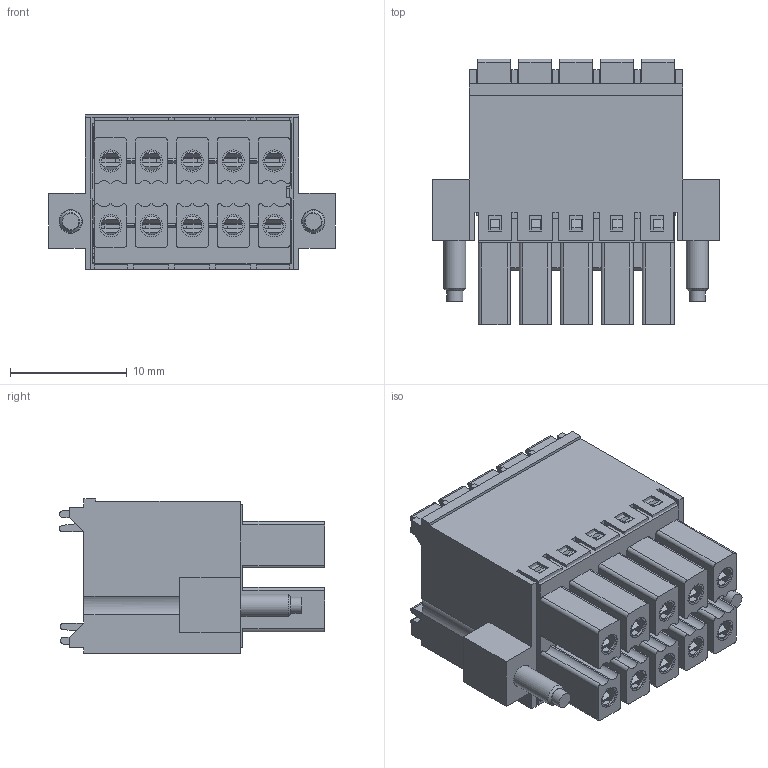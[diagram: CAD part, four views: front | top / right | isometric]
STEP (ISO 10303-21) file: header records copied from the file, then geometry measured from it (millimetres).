
FILE_DESCRIPTION(/* description */ ('Unknown'),/* implementation_level */ '2;1');
FILE_NAME(/* name */ '69137913010',/* time_stamp */ '2024-12-02T14:06:08+01:00',/* author */ ('Unknown'),/* organization */ ('Unknown'),/* preprocessor_version */ 'ST-DEVELOPER v19.4',/* originating_system */ 'Solid Edge',/* authorisation */ 'Unknown');
FILE_SCHEMA (('AUTOMOTIVE_DESIGN {1 0 10303 214 3 1 1}'));
Length unit declared in the file: millimetre
Products named in the file (8): 6913791300xx; 691379130010; 691379130010-2; 6913791300xx_Terminal Lever; 6913791300xx_Contact; 6913791300xx_Contact part 1; 6913791300xx_Contact part 2; 6913791300xx_Vis-Flange
Assembly tree (26 placements, depth 3):
  6913791300xx
    691379130010
    691379130010-2
    6913791300xx_Terminal Lever  x10
    6913791300xx_Contact  x10
      6913791300xx_Contact part 1
      6913791300xx_Contact part 2
    6913791300xx_Vis-Flange  x2
Bounding box: 24.5 x 22.7 x 13.25 mm (x, y, z)
Volume: 2551.6 mm3; surface area: 9669.2 mm2
Topology: 34 solids, 34 shells, 2406 faces, 6812 edges, 4481 vertices
Faces by surface type: plane 1687, cylinder 661, bspline 50, torus 6, cone 2
Full cylindrical faces by diameter (mm): 1.4 x2, 1.6 x10, 1.9 x12, 2 x2, 2.8 x2, 2.9 x2, 3 x10
Entity records: 32003 total; most frequent: CARTESIAN_POINT 6186, ORIENTED_EDGE 5432, DIRECTION 4993, EDGE_CURVE 2716, LINE 2313, VECTOR 2313, VERTEX_POINT 1803, AXIS2_PLACEMENT_3D 1340
